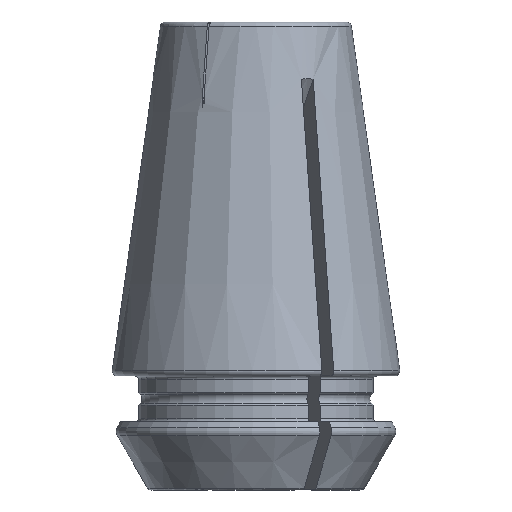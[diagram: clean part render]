
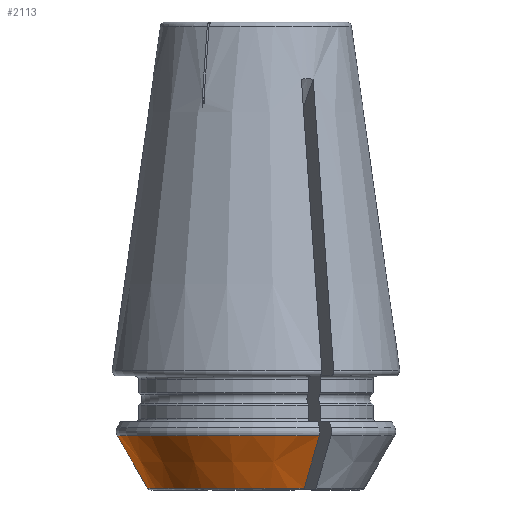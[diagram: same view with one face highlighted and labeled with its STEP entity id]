
A CAD part, front view. The second image highlights one B-rep face of the part: STEP entity #2113.
In plain terms, the highlighted conical face has half-angle 30 degrees and reference radius 6.373 mm.
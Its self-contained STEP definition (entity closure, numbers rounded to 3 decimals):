
#33=CONICAL_SURFACE('',#2319,6.373,0.524);
#159=B_SPLINE_CURVE_WITH_KNOTS('',3,(#3765,#3766,#3767,#3768),
 .UNSPECIFIED.,.F.,.F.,(4,4),(0.,0.004),
 .UNSPECIFIED.);
#160=B_SPLINE_CURVE_WITH_KNOTS('',3,(#3772,#3773,#3774,#3775),
 .UNSPECIFIED.,.F.,.F.,(4,4),(0.008,0.011),
 .UNSPECIFIED.);
#757=ORIENTED_EDGE('',*,*,#1372,.T.);
#758=ORIENTED_EDGE('',*,*,#1374,.T.);
#759=ORIENTED_EDGE('',*,*,#1375,.F.);
#760=ORIENTED_EDGE('',*,*,#1376,.F.);
#1372=EDGE_CURVE('',#1651,#1650,#1772,.T.);
#1374=EDGE_CURVE('',#1650,#1652,#159,.T.);
#1375=EDGE_CURVE('',#1653,#1652,#1773,.T.);
#1376=EDGE_CURVE('',#1651,#1653,#160,.T.);
#1650=VERTEX_POINT('',#3757);
#1651=VERTEX_POINT('',#3759);
#1652=VERTEX_POINT('',#3769);
#1653=VERTEX_POINT('',#3771);
#1772=CIRCLE('',#2318,6.373);
#1773=CIRCLE('',#2320,8.158);
#1858=EDGE_LOOP('',(#757,#758,#759,#760));
#1968=FACE_BOUND('',#1858,.T.);
#2113=ADVANCED_FACE('',(#1968),#33,.T.);
#2318=AXIS2_PLACEMENT_3D('',#3758,#2758,#2759);
#2319=AXIS2_PLACEMENT_3D('',#3764,#2760,#2761);
#2320=AXIS2_PLACEMENT_3D('',#3770,#2762,#2763);
#2758=DIRECTION('',(0.,0.,1.));
#2759=DIRECTION('',(1.,0.,0.));
#2760=DIRECTION('',(0.,0.,1.));
#2761=DIRECTION('',(1.,0.,0.));
#2762=DIRECTION('',(0.,0.,1.));
#2763=DIRECTION('',(1.,0.,0.));
#3757=CARTESIAN_POINT('',(2.834,-5.709,0.1));
#3758=CARTESIAN_POINT('',(0.,0.,0.1));
#3759=CARTESIAN_POINT('',(-6.361,-0.4,0.1));
#3764=CARTESIAN_POINT('',(0.,0.,0.1));
#3765=CARTESIAN_POINT('',(2.834,-5.709,0.1));
#3766=CARTESIAN_POINT('',(3.132,-6.225,1.13));
#3767=CARTESIAN_POINT('',(3.43,-6.741,2.161));
#3768=CARTESIAN_POINT('',(3.728,-7.257,3.191));
#3769=CARTESIAN_POINT('',(3.728,-7.257,3.191));
#3770=CARTESIAN_POINT('',(0.,0.,3.191));
#3771=CARTESIAN_POINT('',(-8.148,-0.4,3.191));
#3772=CARTESIAN_POINT('',(-6.361,-0.4,0.1));
#3773=CARTESIAN_POINT('',(-6.957,-0.4,1.13));
#3774=CARTESIAN_POINT('',(-7.553,-0.4,2.161));
#3775=CARTESIAN_POINT('',(-8.148,-0.4,3.191));
